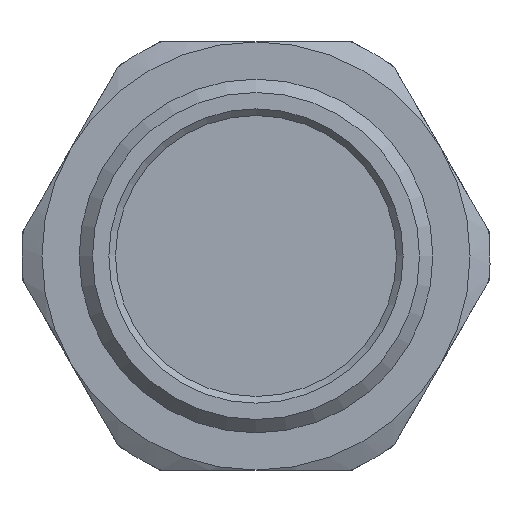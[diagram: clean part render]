
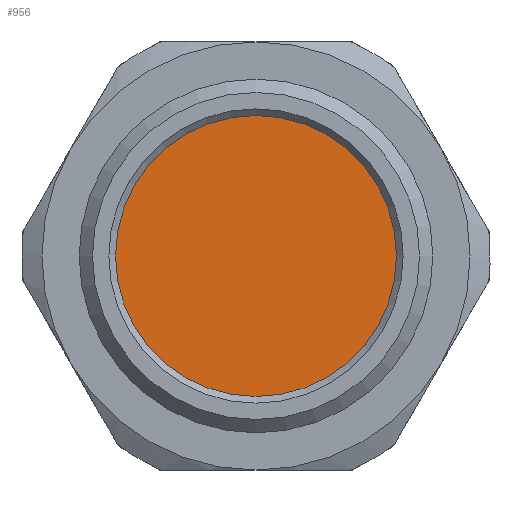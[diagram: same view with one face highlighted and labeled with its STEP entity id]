
A CAD part, front view. The second image highlights one B-rep face of the part: STEP entity #956.
In plain terms, the highlighted planar face has unit normal (0, -1, 0).
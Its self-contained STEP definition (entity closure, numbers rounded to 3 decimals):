
#248=FACE_OUTER_BOUND('',#310,.T.);
#310=EDGE_LOOP('',(#655));
#376=CIRCLE('',#1045,10.5);
#426=VERTEX_POINT('',#1426);
#513=EDGE_CURVE('',#426,#426,#376,.T.);
#655=ORIENTED_EDGE('',*,*,#513,.F.);
#930=PLANE('',#1044);
#956=ADVANCED_FACE('',(#248),#930,.F.);
#1044=AXIS2_PLACEMENT_3D('',#1425,#1165,#1166);
#1045=AXIS2_PLACEMENT_3D('',#1427,#1167,#1168);
#1165=DIRECTION('center_axis',(0.,1.,0.));
#1166=DIRECTION('ref_axis',(0.,0.,1.));
#1167=DIRECTION('center_axis',(0.,1.,0.));
#1168=DIRECTION('ref_axis',(1.,0.,0.));
#1425=CARTESIAN_POINT('Origin',(135.526,42.491,148.413));
#1426=CARTESIAN_POINT('',(146.026,42.491,148.413));
#1427=CARTESIAN_POINT('Origin',(135.526,42.491,148.413));
